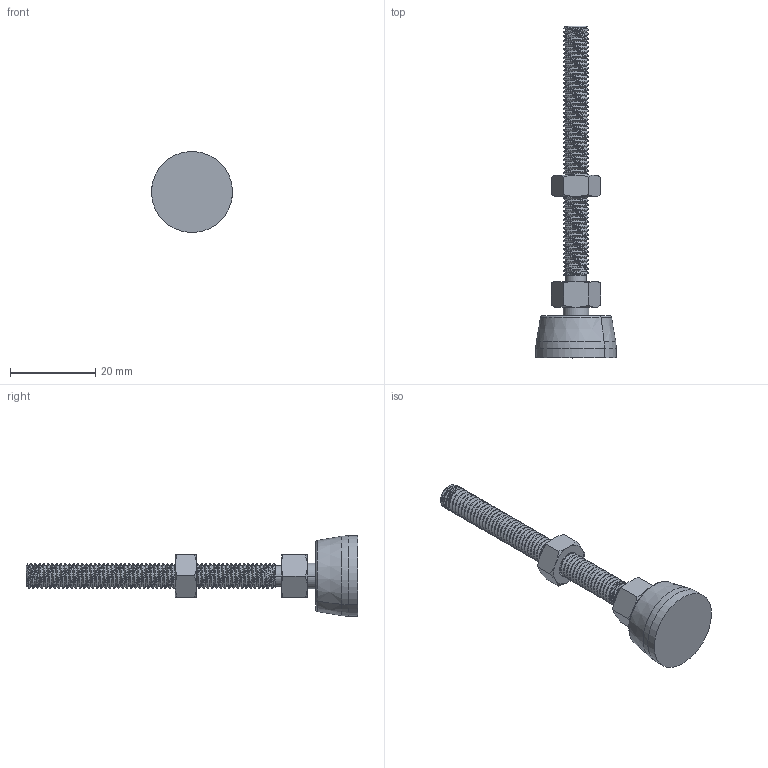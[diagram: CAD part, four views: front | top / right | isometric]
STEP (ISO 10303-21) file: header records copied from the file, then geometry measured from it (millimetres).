
FILE_DESCRIPTION (( 'STEP AP203' ), '1' );
FILE_NAME ('AL-340.0801A.01 Îïîðà ðåãóëèðóåìàÿ D19 M6 60 ìì.STEP', '2023-08-30T06:04:09', ( '' ), ( '' ), 'SwSTEP 2.0', 'SolidWorks 2021', '' );
FILE_SCHEMA (( 'CONFIG_CONTROL_DESIGN' ));
Length unit declared in the file: millimetre
Products named in the file (4): AL-340.0801A.01 Îïîðà ðåãóëèðóåìàÿ D19 M6 60 ìì; Verzle DIN 6923 - M6 L=60 擤; M6 Nut; Imported
Assembly tree (3 placements, depth 2):
  AL-340.0801A.01 Îïîðà ðåãóëèðóåìàÿ D19 M6 60 ìì
    Verzle DIN 6923 - M6 L=60 擤
    Imported
    M6 Nut
Bounding box: 18.93 x 77.9 x 18.93 mm (x, y, z)
Volume: 4941.8 mm3; surface area: 3869.3 mm2
Topology: 2 solids, 3 shells, 198 faces, 538 edges, 346 vertices
Faces by surface type: cylinder 129, cone 32, plane 21, bspline 10, torus 4, sphere 2
Entity records: 15333 total; most frequent: CARTESIAN_POINT 10904, ORIENTED_EDGE 1051, DIRECTION 639, EDGE_CURVE 528, VERTEX_POINT 343, AXIS2_PLACEMENT_3D 246, EDGE_LOOP 203, FACE_OUTER_BOUND 195
